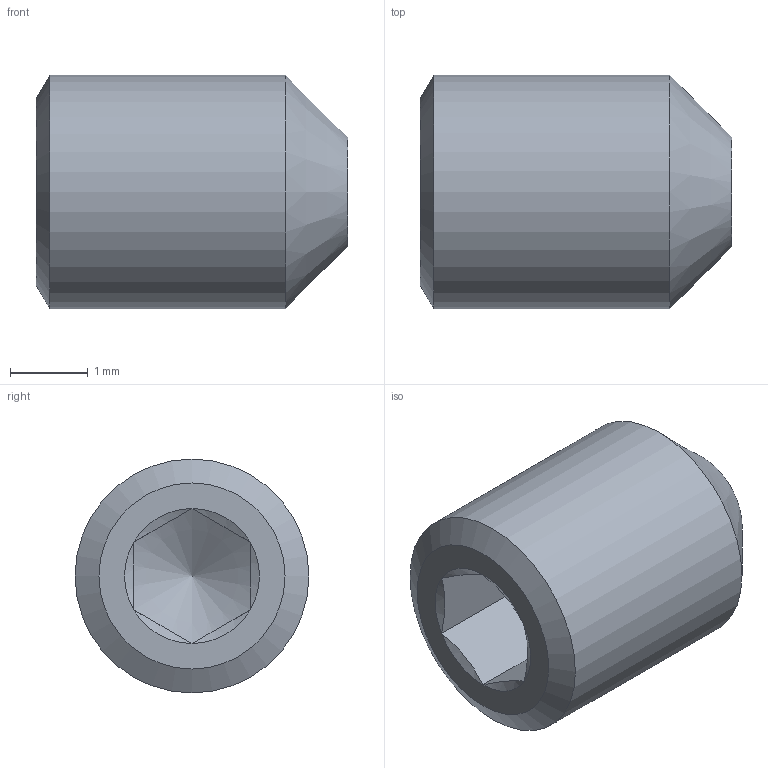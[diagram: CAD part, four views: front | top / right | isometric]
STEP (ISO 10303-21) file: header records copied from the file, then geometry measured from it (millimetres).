
FILE_DESCRIPTION(/* description */ ('Alibre Inc.'),/* implementation_level */ '2;1');
FILE_NAME(/* name */ 'export-5FF431B3-B1E1-4A68-BEA4-BB9DF1EEBE64',/* time_stamp */ '2024-07-08T17:57:15+02:00',/* author */ (''),/* organization */ (''),/* preprocessor_version */ 'ST-DEVELOPER v17',/* originating_system */ 'Alibre',/* authorisation */ '');
FILE_SCHEMA (('AUTOMOTIVE_DESIGN'));
Length unit declared in the file: millimetre
Products named in the file (1): Slotted set screw DIN 916 M3x4 07850.030.004(High)
Bounding box: 4 x 3 x 3 mm (x, y, z)
Volume: 22.6 mm3; surface area: 53.2 mm2
Topology: 1 solids, 1 shells, 19 faces, 40 edges, 23 vertices
Faces by surface type: cone 10, plane 8, cylinder 1
Full cylindrical faces by diameter (mm): 3 x1
Entity records: 484 total; most frequent: CARTESIAN_POINT 94, ORIENTED_EDGE 76, DIRECTION 69, EDGE_CURVE 38, AXIS2_PLACEMENT_3D 30, VERTEX_POINT 23, EDGE_LOOP 21, FACE_BOUND 21
